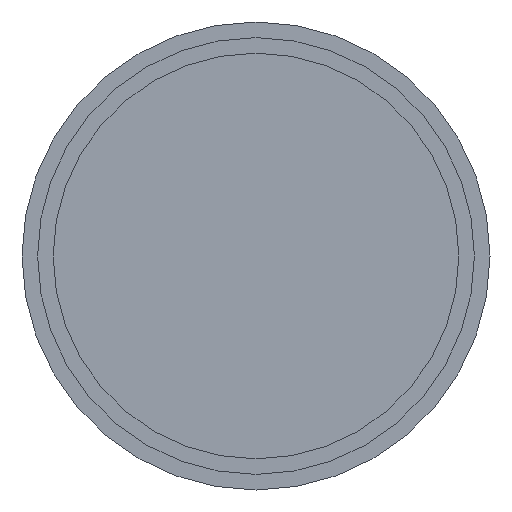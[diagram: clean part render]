
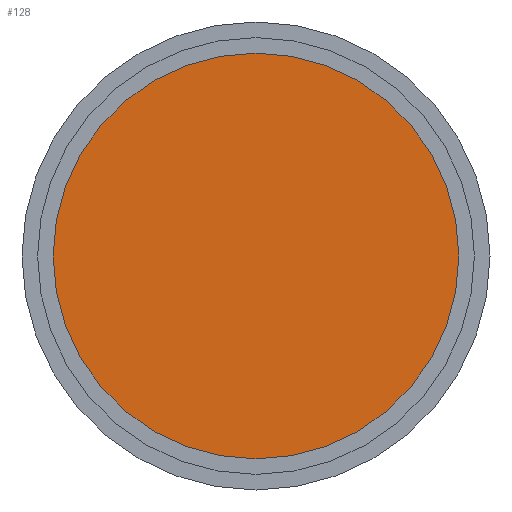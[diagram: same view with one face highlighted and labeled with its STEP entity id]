
A CAD part, front view. The second image highlights one B-rep face of the part: STEP entity #128.
In plain terms, the highlighted planar face has unit normal (0, -1, 0).
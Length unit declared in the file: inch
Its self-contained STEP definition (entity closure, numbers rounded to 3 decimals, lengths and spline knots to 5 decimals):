
#8 = EDGE_CURVE ( 'NONE', #779, #778, #134, .T. ) ;
#78 = AXIS2_PLACEMENT_3D ( 'NONE', #382, #389, #390 ) ;
#128 = ADVANCED_FACE ( 'NONE', ( #797 ), #550, .T. ) ;
#134 = CIRCLE ( 'NONE', #78, 1.3 ) ;
#157 = CIRCLE ( 'NONE', #347, 1.3 ) ;
#191 = EDGE_LOOP ( 'NONE', ( #282, #224 ) ) ;
#224 = ORIENTED_EDGE ( 'NONE', *, *, #338, .T. ) ;
#282 = ORIENTED_EDGE ( 'NONE', *, *, #8, .T. ) ;
#338 = EDGE_CURVE ( 'NONE', #778, #779, #157, .T. ) ;
#347 = AXIS2_PLACEMENT_3D ( 'NONE', #579, #582, #583 ) ;
#382 = CARTESIAN_POINT ( 'NONE',  ( 0., 0., 0. ) ) ;
#389 = DIRECTION ( 'NONE',  ( 0., -1., 0. ) ) ;
#390 = DIRECTION ( 'NONE',  ( 0., 0., -1. ) ) ;
#550 = PLANE ( 'NONE',  #785 ) ;
#551 = CARTESIAN_POINT ( 'NONE',  ( 0., 0., 0. ) ) ;
#552 = DIRECTION ( 'NONE',  ( 0., -1., 0. ) ) ;
#553 = DIRECTION ( 'NONE',  ( 0., 0., -1. ) ) ;
#579 = CARTESIAN_POINT ( 'NONE',  ( 0., 0., 0. ) ) ;
#582 = DIRECTION ( 'NONE',  ( 0., -1., 0. ) ) ;
#583 = DIRECTION ( 'NONE',  ( 0., 0., -1. ) ) ;
#624 = CARTESIAN_POINT ( 'NONE',  ( 0., 0., -1.3 ) ) ;
#625 = CARTESIAN_POINT ( 'NONE',  ( 0., 0., 1.3 ) ) ;
#778 = VERTEX_POINT ( 'NONE', #624 ) ;
#779 = VERTEX_POINT ( 'NONE', #625 ) ;
#785 = AXIS2_PLACEMENT_3D ( 'NONE', #551, #552, #553 ) ;
#797 = FACE_OUTER_BOUND ( 'NONE', #191, .T. ) ;
